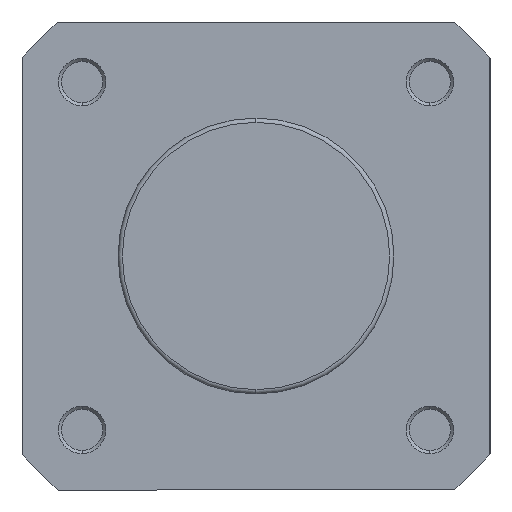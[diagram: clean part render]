
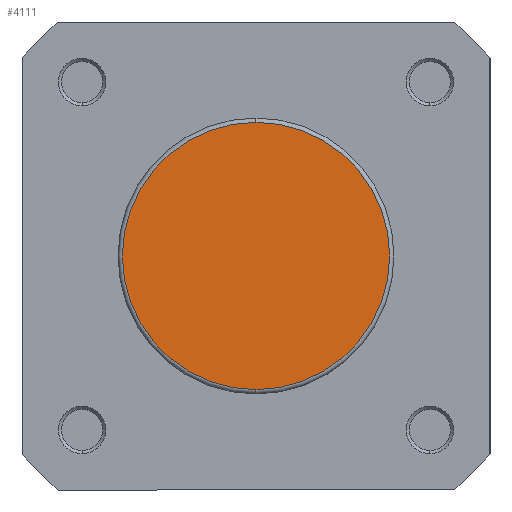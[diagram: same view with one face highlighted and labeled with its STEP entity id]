
A CAD part, left-side view. The second image highlights one B-rep face of the part: STEP entity #4111.
In plain terms, the highlighted planar face has unit normal (-1, 0, 0).
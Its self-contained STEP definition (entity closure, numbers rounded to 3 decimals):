
#307 = VERTEX_POINT ( 'NONE', #4895 ) ;
#308 = VERTEX_POINT ( 'NONE', #4894 ) ;
#367 = DIRECTION ( 'NONE',  ( 0., 0., -1. ) ) ;
#370 = DIRECTION ( 'NONE',  ( -1., 0., 0. ) ) ;
#373 = CARTESIAN_POINT ( 'NONE',  ( 0., 0., 0. ) ) ;
#1119 = DIRECTION ( 'NONE',  ( 0., 0., -1. ) ) ;
#1121 = DIRECTION ( 'NONE',  ( -1., 0., 0. ) ) ;
#1122 = CARTESIAN_POINT ( 'NONE',  ( 0., 0., 0. ) ) ;
#1722 = CARTESIAN_POINT ( 'NONE',  ( 0., 22.4, 0. ) ) ;
#1915 = DIRECTION ( 'NONE',  ( 0., 0., -1. ) ) ;
#1919 = DIRECTION ( 'NONE',  ( 1., 0., 0. ) ) ;
#1939 = PLANE ( 'NONE',  #4604 ) ;
#2622 = CIRCLE ( 'NONE', #4646, 21.7 ) ;
#2659 = CIRCLE ( 'NONE', #4660, 21.7 ) ;
#3315 = EDGE_LOOP ( 'NONE', ( #4264, #4276 ) ) ;
#3726 = FACE_OUTER_BOUND ( 'NONE', #3315, .T. ) ;
#4111 = ADVANCED_FACE ( 'NONE', ( #3726 ), #1939, .F. ) ;
#4264 = ORIENTED_EDGE ( 'NONE', *, *, #5859, .T. ) ;
#4276 = ORIENTED_EDGE ( 'NONE', *, *, #5832, .T. ) ;
#4604 = AXIS2_PLACEMENT_3D ( 'NONE', #1722, #1919, #1915 ) ;
#4646 = AXIS2_PLACEMENT_3D ( 'NONE', #373, #370, #367 ) ;
#4660 = AXIS2_PLACEMENT_3D ( 'NONE', #1122, #1121, #1119 ) ;
#4894 = CARTESIAN_POINT ( 'NONE',  ( 0., 0., 21.7 ) ) ;
#4895 = CARTESIAN_POINT ( 'NONE',  ( 0., 0., -21.7 ) ) ;
#5832 = EDGE_CURVE ( 'NONE', #308, #307, #2622, .T. ) ;
#5859 = EDGE_CURVE ( 'NONE', #307, #308, #2659, .T. ) ;
